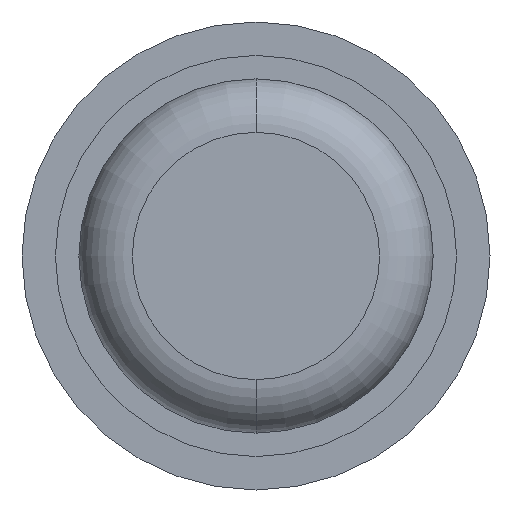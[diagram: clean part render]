
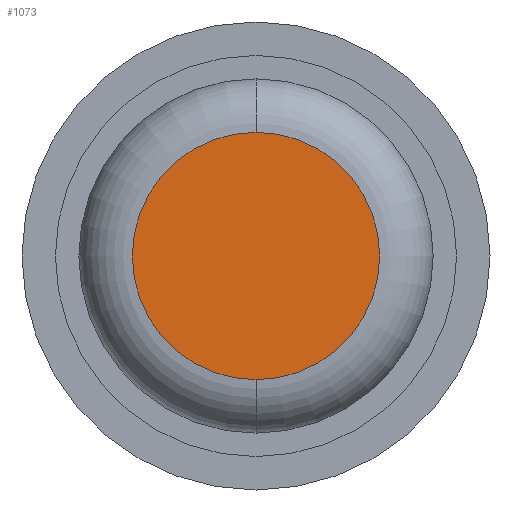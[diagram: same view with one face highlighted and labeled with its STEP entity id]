
A CAD part, front view. The second image highlights one B-rep face of the part: STEP entity #1073.
In plain terms, the highlighted planar face has unit normal (0, -1, 0).
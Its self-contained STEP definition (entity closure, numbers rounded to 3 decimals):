
#31 = DIRECTION ( 'NONE',  ( 0., -1., 0. ) ) ;
#406 = CIRCLE ( 'NONE', #539, 0.925 ) ;
#487 = ORIENTED_EDGE ( 'NONE', *, *, #3344, .T. ) ;
#539 = AXIS2_PLACEMENT_3D ( 'NONE', #1521, #2040, #2933 ) ;
#1007 = VERTEX_POINT ( 'NONE', #2188 ) ;
#1067 = CIRCLE ( 'NONE', #2012, 0.925 ) ;
#1073 = ADVANCED_FACE ( 'Defeature ausgef�hrt1_0', ( #1256 ), #2217, .T. ) ;
#1256 = FACE_OUTER_BOUND ( 'NONE', #1654, .T. ) ;
#1422 = CARTESIAN_POINT ( 'NONE',  ( -1.325, -10., 0. ) ) ;
#1521 = CARTESIAN_POINT ( 'NONE',  ( 0., -10., 0. ) ) ;
#1599 = CARTESIAN_POINT ( 'NONE',  ( 0., -10., 0.925 ) ) ;
#1654 = EDGE_LOOP ( 'NONE', ( #487, #2013 ) ) ;
#1673 = CARTESIAN_POINT ( 'NONE',  ( 0., -10., 0. ) ) ;
#1886 = AXIS2_PLACEMENT_3D ( 'NONE', #1422, #31, #3081 ) ;
#1912 = VERTEX_POINT ( 'NONE', #1599 ) ;
#2012 = AXIS2_PLACEMENT_3D ( 'NONE', #1673, #2513, #2800 ) ;
#2013 = ORIENTED_EDGE ( 'NONE', *, *, #2958, .T. ) ;
#2040 = DIRECTION ( 'NONE',  ( 0., -1., 0. ) ) ;
#2188 = CARTESIAN_POINT ( 'NONE',  ( 0., -10., -0.925 ) ) ;
#2217 = PLANE ( 'NONE',  #1886 ) ;
#2513 = DIRECTION ( 'NONE',  ( 0., -1., 0. ) ) ;
#2800 = DIRECTION ( 'NONE',  ( 0., 0., -1. ) ) ;
#2933 = DIRECTION ( 'NONE',  ( 0., 0., -1. ) ) ;
#2958 = EDGE_CURVE ( 'Defeature ausgef�hrt1_0+Defeature ausgef�hrt1_8+Defeature ausgef�hrt1_8+Defeature ausgef�hrt1_8', #1912, #1007, #406, .T. ) ;
#3081 = DIRECTION ( 'NONE',  ( 0., 0., -1. ) ) ;
#3344 = EDGE_CURVE ( 'Defeature ausgef�hrt1_0+Defeature ausgef�hrt1_8+Defeature ausgef�hrt1_8+Defeature ausgef�hrt1_8', #1007, #1912, #1067, .T. ) ;
